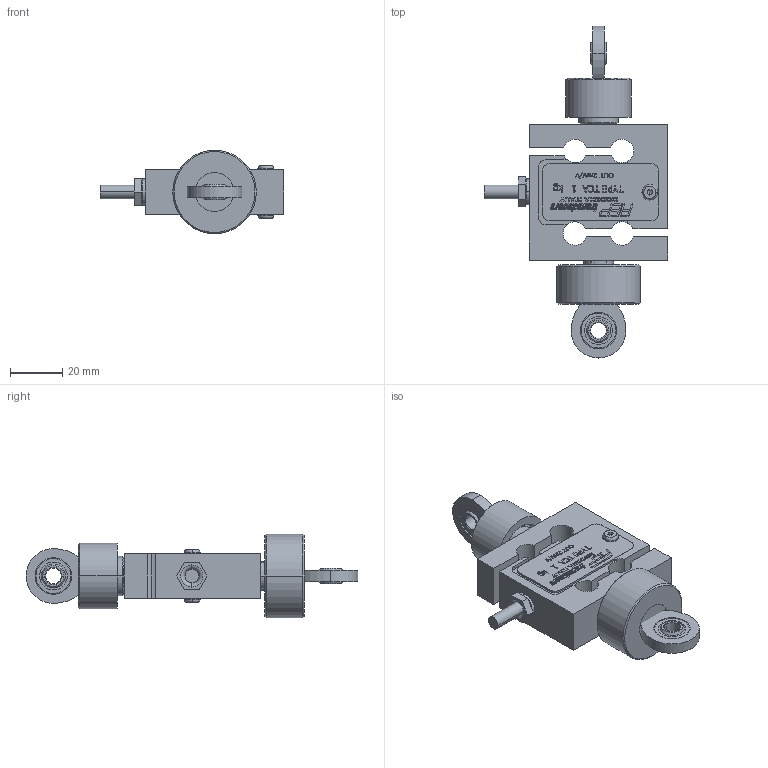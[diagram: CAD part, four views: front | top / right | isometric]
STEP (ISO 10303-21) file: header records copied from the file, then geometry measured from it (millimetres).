
FILE_DESCRIPTION(('STEP AP214'),'1');
FILE_NAME('TCA from 10kg with accessories.stp','2018-10-11T15:18:04',(' '),(' '),'Spatial InterOp 3D',' ',' ');
FILE_SCHEMA(('automotive_design'));
Length unit declared in the file: millimetre
Products named in the file (19): TCA from 10kg with accessories; vite M3 L=6; Body; INAFAG GAR6-UK; Component1; Component2; Component3; Component4; Nut M6; CBC32M6; CTS18M6; CTS18M6 Geometry; O-RING 115 ø2.62; CTIC13; vite M3 L=62; Closing exagon; Cable Ø5.2; Front cover; Back cover
Assembly tree (20 placements, depth 3):
  TCA from 10kg with accessories
    vite M3 L=6
    Body
    INAFAG GAR6-UK  x2
      Component1
      Component2
      Component3
      Component4
    Nut M6  x2
    CBC32M6
    CTS18M6
      CTS18M6 Geometry
      O-RING 115 ø2.62
    CTIC13
    vite M3 L=62
    Closing exagon
    Cable Ø5.2
    Front cover
    Back cover
Bounding box: 70.28 x 127.22 x 32 mm (x, y, z)
Volume: 64283.4 mm3; surface area: 31695.8 mm2
Topology: 21 solids, 39 shells, 1156 faces, 3004 edges, 1985 vertices
Faces by surface type: plane 711, extrusion 179, cylinder 151, cone 72, torus 26, sphere 17
Entity records: 43414 total; most frequent: CARTESIAN_POINT 8167, ORIENTED_EDGE 5513, DIRECTION 4853, EDGE_CURVE 2787, VECTOR 2155, LINE 1976, VERTEX_POINT 1862, AXIS2_PLACEMENT_3D 1349
